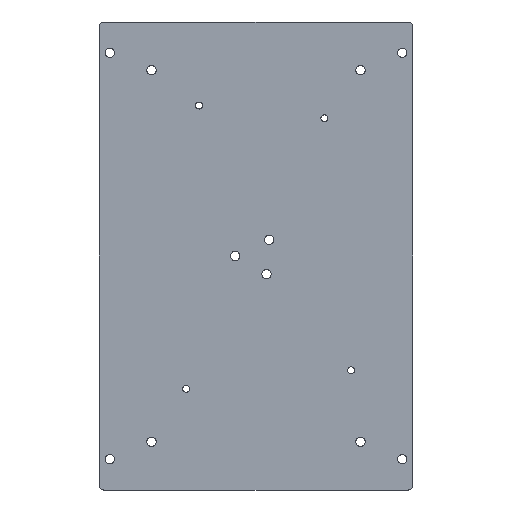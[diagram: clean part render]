
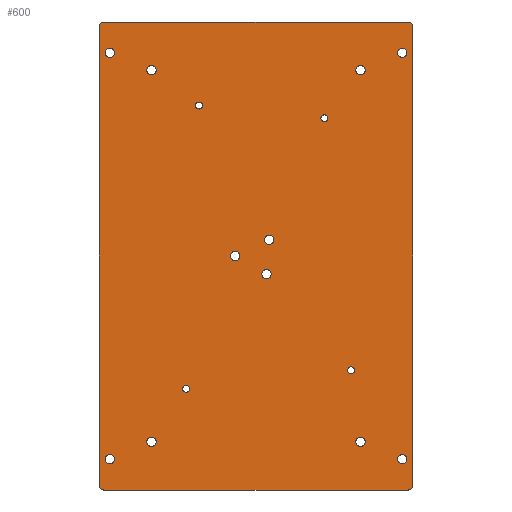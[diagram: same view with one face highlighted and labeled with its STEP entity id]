
A CAD part, front view. The second image highlights one B-rep face of the part: STEP entity #600.
In plain terms, the highlighted planar face has unit normal (0, -1, 0).
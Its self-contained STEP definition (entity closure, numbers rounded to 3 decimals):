
#15=FACE_BOUND('',#79,.T.);
#16=FACE_BOUND('',#80,.T.);
#17=FACE_BOUND('',#81,.T.);
#18=FACE_BOUND('',#82,.T.);
#19=FACE_BOUND('',#83,.T.);
#20=FACE_BOUND('',#84,.T.);
#21=FACE_BOUND('',#85,.T.);
#22=FACE_BOUND('',#86,.T.);
#23=FACE_BOUND('',#87,.T.);
#24=FACE_BOUND('',#88,.T.);
#25=FACE_BOUND('',#89,.T.);
#26=FACE_BOUND('',#90,.T.);
#27=FACE_BOUND('',#91,.T.);
#28=FACE_BOUND('',#92,.T.);
#29=FACE_BOUND('',#93,.T.);
#46=PLANE('',#647);
#53=FACE_OUTER_BOUND('',#78,.T.);
#78=EDGE_LOOP('',(#411,#412,#413,#414,#415,#416,#417,#418));
#79=EDGE_LOOP('',(#419));
#80=EDGE_LOOP('',(#420));
#81=EDGE_LOOP('',(#421));
#82=EDGE_LOOP('',(#422));
#83=EDGE_LOOP('',(#423));
#84=EDGE_LOOP('',(#424));
#85=EDGE_LOOP('',(#425));
#86=EDGE_LOOP('',(#426));
#87=EDGE_LOOP('',(#427));
#88=EDGE_LOOP('',(#428));
#89=EDGE_LOOP('',(#429));
#90=EDGE_LOOP('',(#430,#431));
#91=EDGE_LOOP('',(#432,#433));
#92=EDGE_LOOP('',(#434,#435));
#93=EDGE_LOOP('',(#436,#437));
#133=LINE('',#934,#164);
#136=LINE('',#940,#167);
#137=LINE('',#944,#168);
#138=LINE('',#948,#169);
#164=VECTOR('',#737,10.);
#167=VECTOR('',#742,10.);
#168=VECTOR('',#745,10.);
#169=VECTOR('',#748,10.);
#194=CIRCLE('',#645,2.);
#195=CIRCLE('',#648,2.);
#196=CIRCLE('',#649,2.);
#197=CIRCLE('',#650,2.);
#198=CIRCLE('',#651,2.);
#199=CIRCLE('',#652,2.);
#200=CIRCLE('',#653,2.);
#201=CIRCLE('',#654,2.);
#202=CIRCLE('',#655,2.);
#203=CIRCLE('',#656,2.);
#204=CIRCLE('',#657,2.);
#205=CIRCLE('',#658,1.5);
#206=CIRCLE('',#659,1.5);
#207=CIRCLE('',#660,1.5);
#208=CIRCLE('',#661,1.5);
#209=CIRCLE('',#662,2.);
#210=CIRCLE('',#663,2.);
#211=CIRCLE('',#664,2.);
#212=CIRCLE('',#665,2.);
#213=CIRCLE('',#666,2.);
#214=CIRCLE('',#667,2.);
#215=CIRCLE('',#668,2.);
#216=CIRCLE('',#669,2.);
#252=VERTEX_POINT('',#927);
#253=VERTEX_POINT('',#929);
#254=VERTEX_POINT('',#933);
#256=VERTEX_POINT('',#939);
#257=VERTEX_POINT('',#941);
#258=VERTEX_POINT('',#943);
#259=VERTEX_POINT('',#945);
#260=VERTEX_POINT('',#947);
#261=VERTEX_POINT('',#950);
#262=VERTEX_POINT('',#952);
#263=VERTEX_POINT('',#954);
#264=VERTEX_POINT('',#956);
#265=VERTEX_POINT('',#958);
#266=VERTEX_POINT('',#960);
#267=VERTEX_POINT('',#962);
#268=VERTEX_POINT('',#964);
#269=VERTEX_POINT('',#966);
#270=VERTEX_POINT('',#968);
#271=VERTEX_POINT('',#970);
#272=VERTEX_POINT('',#972);
#273=VERTEX_POINT('',#973);
#274=VERTEX_POINT('',#976);
#275=VERTEX_POINT('',#977);
#276=VERTEX_POINT('',#980);
#277=VERTEX_POINT('',#981);
#278=VERTEX_POINT('',#984);
#279=VERTEX_POINT('',#985);
#317=EDGE_CURVE('',#252,#253,#194,.T.);
#319=EDGE_CURVE('',#254,#253,#133,.T.);
#322=EDGE_CURVE('',#256,#252,#136,.T.);
#323=EDGE_CURVE('',#257,#256,#195,.T.);
#324=EDGE_CURVE('',#257,#258,#137,.T.);
#325=EDGE_CURVE('',#259,#258,#196,.T.);
#326=EDGE_CURVE('',#260,#259,#138,.T.);
#327=EDGE_CURVE('',#254,#260,#197,.T.);
#328=EDGE_CURVE('',#261,#261,#198,.T.);
#329=EDGE_CURVE('',#262,#262,#199,.T.);
#330=EDGE_CURVE('',#263,#263,#200,.T.);
#331=EDGE_CURVE('',#264,#264,#201,.T.);
#332=EDGE_CURVE('',#265,#265,#202,.T.);
#333=EDGE_CURVE('',#266,#266,#203,.T.);
#334=EDGE_CURVE('',#267,#267,#204,.T.);
#335=EDGE_CURVE('',#268,#268,#205,.T.);
#336=EDGE_CURVE('',#269,#269,#206,.T.);
#337=EDGE_CURVE('',#270,#270,#207,.T.);
#338=EDGE_CURVE('',#271,#271,#208,.T.);
#339=EDGE_CURVE('',#272,#273,#209,.T.);
#340=EDGE_CURVE('',#273,#272,#210,.T.);
#341=EDGE_CURVE('',#274,#275,#211,.T.);
#342=EDGE_CURVE('',#275,#274,#212,.T.);
#343=EDGE_CURVE('',#276,#277,#213,.T.);
#344=EDGE_CURVE('',#277,#276,#214,.T.);
#345=EDGE_CURVE('',#278,#279,#215,.T.);
#346=EDGE_CURVE('',#279,#278,#216,.T.);
#411=ORIENTED_EDGE('',*,*,#317,.F.);
#412=ORIENTED_EDGE('',*,*,#322,.F.);
#413=ORIENTED_EDGE('',*,*,#323,.F.);
#414=ORIENTED_EDGE('',*,*,#324,.T.);
#415=ORIENTED_EDGE('',*,*,#325,.F.);
#416=ORIENTED_EDGE('',*,*,#326,.F.);
#417=ORIENTED_EDGE('',*,*,#327,.F.);
#418=ORIENTED_EDGE('',*,*,#319,.T.);
#419=ORIENTED_EDGE('',*,*,#328,.T.);
#420=ORIENTED_EDGE('',*,*,#329,.T.);
#421=ORIENTED_EDGE('',*,*,#330,.T.);
#422=ORIENTED_EDGE('',*,*,#331,.T.);
#423=ORIENTED_EDGE('',*,*,#332,.T.);
#424=ORIENTED_EDGE('',*,*,#333,.T.);
#425=ORIENTED_EDGE('',*,*,#334,.T.);
#426=ORIENTED_EDGE('',*,*,#335,.T.);
#427=ORIENTED_EDGE('',*,*,#336,.T.);
#428=ORIENTED_EDGE('',*,*,#337,.T.);
#429=ORIENTED_EDGE('',*,*,#338,.T.);
#430=ORIENTED_EDGE('',*,*,#339,.T.);
#431=ORIENTED_EDGE('',*,*,#340,.T.);
#432=ORIENTED_EDGE('',*,*,#341,.T.);
#433=ORIENTED_EDGE('',*,*,#342,.T.);
#434=ORIENTED_EDGE('',*,*,#343,.T.);
#435=ORIENTED_EDGE('',*,*,#344,.T.);
#436=ORIENTED_EDGE('',*,*,#345,.T.);
#437=ORIENTED_EDGE('',*,*,#346,.T.);
#600=ADVANCED_FACE('',(#53,#15,#16,#17,#18,#19,#20,#21,#22,#23,#24,#25,
#26,#27,#28,#29),#46,.F.);
#645=AXIS2_PLACEMENT_3D('',#930,#732,#733);
#647=AXIS2_PLACEMENT_3D('',#938,#740,#741);
#648=AXIS2_PLACEMENT_3D('',#942,#743,#744);
#649=AXIS2_PLACEMENT_3D('',#946,#746,#747);
#650=AXIS2_PLACEMENT_3D('',#949,#749,#750);
#651=AXIS2_PLACEMENT_3D('',#951,#751,#752);
#652=AXIS2_PLACEMENT_3D('',#953,#753,#754);
#653=AXIS2_PLACEMENT_3D('',#955,#755,#756);
#654=AXIS2_PLACEMENT_3D('',#957,#757,#758);
#655=AXIS2_PLACEMENT_3D('',#959,#759,#760);
#656=AXIS2_PLACEMENT_3D('',#961,#761,#762);
#657=AXIS2_PLACEMENT_3D('',#963,#763,#764);
#658=AXIS2_PLACEMENT_3D('',#965,#765,#766);
#659=AXIS2_PLACEMENT_3D('',#967,#767,#768);
#660=AXIS2_PLACEMENT_3D('',#969,#769,#770);
#661=AXIS2_PLACEMENT_3D('',#971,#771,#772);
#662=AXIS2_PLACEMENT_3D('',#974,#773,#774);
#663=AXIS2_PLACEMENT_3D('',#975,#775,#776);
#664=AXIS2_PLACEMENT_3D('',#978,#777,#778);
#665=AXIS2_PLACEMENT_3D('',#979,#779,#780);
#666=AXIS2_PLACEMENT_3D('',#982,#781,#782);
#667=AXIS2_PLACEMENT_3D('',#983,#783,#784);
#668=AXIS2_PLACEMENT_3D('',#986,#785,#786);
#669=AXIS2_PLACEMENT_3D('',#987,#787,#788);
#732=DIRECTION('center_axis',(0.,1.,0.));
#733=DIRECTION('ref_axis',(-0.707,0.,0.707));
#737=DIRECTION('',(-1.,0.,0.));
#740=DIRECTION('center_axis',(0.,1.,0.));
#741=DIRECTION('ref_axis',(0.,0.,1.));
#742=DIRECTION('',(0.,0.,1.));
#743=DIRECTION('center_axis',(0.,1.,0.));
#744=DIRECTION('ref_axis',(-0.707,0.,-0.707));
#745=DIRECTION('',(1.,0.,0.));
#746=DIRECTION('center_axis',(0.,1.,0.));
#747=DIRECTION('ref_axis',(0.707,0.,-0.707));
#748=DIRECTION('',(0.,0.,-1.));
#749=DIRECTION('center_axis',(0.,1.,0.));
#750=DIRECTION('ref_axis',(0.707,0.,0.707));
#751=DIRECTION('center_axis',(0.,1.,0.));
#752=DIRECTION('ref_axis',(1.,0.,0.));
#753=DIRECTION('center_axis',(0.,1.,0.));
#754=DIRECTION('ref_axis',(1.,0.,0.));
#755=DIRECTION('center_axis',(0.,1.,0.));
#756=DIRECTION('ref_axis',(1.,0.,0.));
#757=DIRECTION('center_axis',(0.,1.,0.));
#758=DIRECTION('ref_axis',(1.,0.,0.));
#759=DIRECTION('center_axis',(0.,1.,0.));
#760=DIRECTION('ref_axis',(1.,0.,0.));
#761=DIRECTION('center_axis',(0.,1.,0.));
#762=DIRECTION('ref_axis',(1.,0.,0.));
#763=DIRECTION('center_axis',(0.,1.,0.));
#764=DIRECTION('ref_axis',(1.,0.,0.));
#765=DIRECTION('center_axis',(0.,1.,0.));
#766=DIRECTION('ref_axis',(1.,0.,0.));
#767=DIRECTION('center_axis',(0.,1.,0.));
#768=DIRECTION('ref_axis',(1.,0.,0.));
#769=DIRECTION('center_axis',(0.,1.,0.));
#770=DIRECTION('ref_axis',(1.,0.,0.));
#771=DIRECTION('center_axis',(0.,1.,0.));
#772=DIRECTION('ref_axis',(1.,0.,0.));
#773=DIRECTION('center_axis',(0.,1.,0.));
#774=DIRECTION('ref_axis',(1.,0.,0.));
#775=DIRECTION('center_axis',(0.,1.,0.));
#776=DIRECTION('ref_axis',(1.,0.,0.));
#777=DIRECTION('center_axis',(0.,1.,0.));
#778=DIRECTION('ref_axis',(1.,0.,0.));
#779=DIRECTION('center_axis',(0.,1.,0.));
#780=DIRECTION('ref_axis',(1.,0.,0.));
#781=DIRECTION('center_axis',(0.,1.,0.));
#782=DIRECTION('ref_axis',(1.,0.,0.));
#783=DIRECTION('center_axis',(0.,1.,0.));
#784=DIRECTION('ref_axis',(1.,0.,0.));
#785=DIRECTION('center_axis',(0.,1.,0.));
#786=DIRECTION('ref_axis',(1.,0.,0.));
#787=DIRECTION('center_axis',(0.,1.,0.));
#788=DIRECTION('ref_axis',(1.,0.,0.));
#927=CARTESIAN_POINT('',(-67.5,0.,98.75));
#929=CARTESIAN_POINT('',(-65.5,0.,100.75));
#930=CARTESIAN_POINT('Origin',(-65.5,0.,98.75));
#933=CARTESIAN_POINT('',(65.5,0.,100.75));
#934=CARTESIAN_POINT('',(-40.907,0.,100.75));
#938=CARTESIAN_POINT('Origin',(0.,0.,0.));
#939=CARTESIAN_POINT('',(-67.5,0.,-98.75));
#940=CARTESIAN_POINT('',(-67.5,0.,-105.75));
#941=CARTESIAN_POINT('',(-65.5,0.,-100.75));
#942=CARTESIAN_POINT('Origin',(-65.5,0.,-98.75));
#943=CARTESIAN_POINT('',(65.5,0.,-100.75));
#944=CARTESIAN_POINT('',(37.652,0.,-100.75));
#945=CARTESIAN_POINT('',(67.5,0.,-98.75));
#946=CARTESIAN_POINT('Origin',(65.5,0.,-98.75));
#947=CARTESIAN_POINT('',(67.5,0.,98.75));
#948=CARTESIAN_POINT('',(67.5,0.,105.75));
#949=CARTESIAN_POINT('Origin',(65.5,0.,98.75));
#950=CARTESIAN_POINT('',(3.658,0.,6.999));
#951=CARTESIAN_POINT('Origin',(5.658,0.,6.999));
#952=CARTESIAN_POINT('',(-11.,0.,0.));
#953=CARTESIAN_POINT('Origin',(-9.,0.,0.));
#954=CARTESIAN_POINT('',(2.5,0.,-7.794));
#955=CARTESIAN_POINT('Origin',(4.5,0.,-7.794));
#956=CARTESIAN_POINT('',(43.,0.,-80.));
#957=CARTESIAN_POINT('Origin',(45.,0.,-80.));
#958=CARTESIAN_POINT('',(-47.,0.,-80.));
#959=CARTESIAN_POINT('Origin',(-45.,0.,-80.));
#960=CARTESIAN_POINT('',(43.,0.,80.));
#961=CARTESIAN_POINT('Origin',(45.,0.,80.));
#962=CARTESIAN_POINT('',(-47.,0.,80.));
#963=CARTESIAN_POINT('Origin',(-45.,0.,80.));
#964=CARTESIAN_POINT('',(39.463,0.,-49.223));
#965=CARTESIAN_POINT('Origin',(40.963,0.,-49.223));
#966=CARTESIAN_POINT('',(-26.037,0.,64.777));
#967=CARTESIAN_POINT('Origin',(-24.537,0.,64.777));
#968=CARTESIAN_POINT('',(27.963,0.,59.277));
#969=CARTESIAN_POINT('Origin',(29.463,0.,59.277));
#970=CARTESIAN_POINT('',(-31.537,0.,-57.223));
#971=CARTESIAN_POINT('Origin',(-30.037,0.,-57.223));
#972=CARTESIAN_POINT('',(-61.,0.,87.5));
#973=CARTESIAN_POINT('',(-65.,0.,87.5));
#974=CARTESIAN_POINT('Origin',(-63.,0.,87.5));
#975=CARTESIAN_POINT('Origin',(-63.,0.,87.5));
#976=CARTESIAN_POINT('',(65.,0.,-87.5));
#977=CARTESIAN_POINT('',(61.,0.,-87.5));
#978=CARTESIAN_POINT('Origin',(63.,0.,-87.5));
#979=CARTESIAN_POINT('Origin',(63.,0.,-87.5));
#980=CARTESIAN_POINT('',(65.,0.,87.5));
#981=CARTESIAN_POINT('',(61.,0.,87.5));
#982=CARTESIAN_POINT('Origin',(63.,0.,87.5));
#983=CARTESIAN_POINT('Origin',(63.,0.,87.5));
#984=CARTESIAN_POINT('',(-61.,0.,-87.5));
#985=CARTESIAN_POINT('',(-65.,0.,-87.5));
#986=CARTESIAN_POINT('Origin',(-63.,0.,-87.5));
#987=CARTESIAN_POINT('Origin',(-63.,0.,-87.5));
